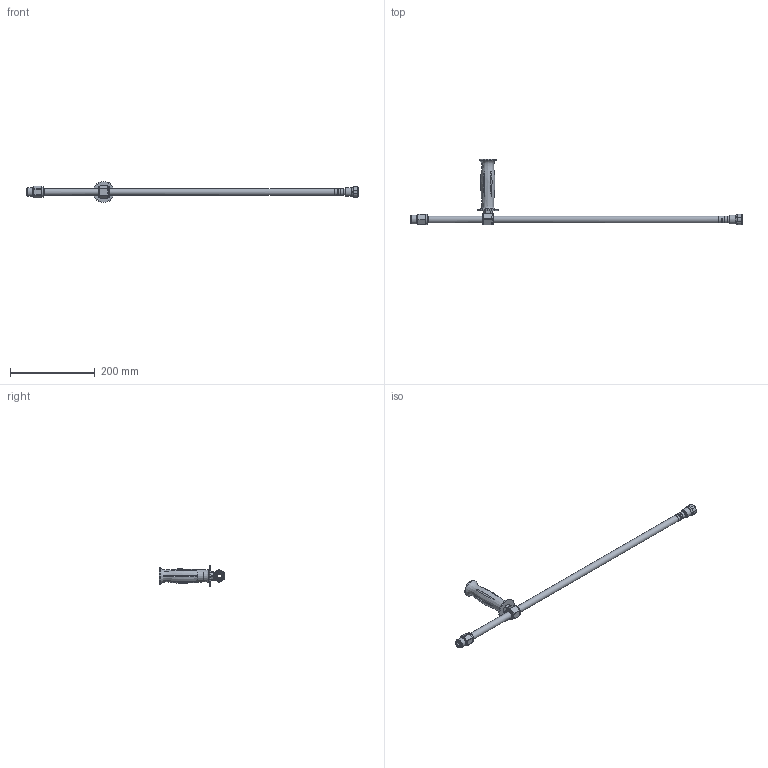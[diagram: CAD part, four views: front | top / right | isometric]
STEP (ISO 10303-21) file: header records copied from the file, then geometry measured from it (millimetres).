
FILE_DESCRIPTION(/* description */ ('Unknown'),/* implementation_level */ '2;1');
FILE_NAME(/* name */ '203600401',/* time_stamp */ '2018-05-22T07:40:45+02:00',/* author */ ('Unknown'),/* organization */ ('Unknown'),/* preprocessor_version */ 'ST-DEVELOPER v16.7',/* originating_system */ 'DEX',/* authorisation */ $);
FILE_SCHEMA (('AUTOMOTIVE_DESIGN {1 0 10303 214 3 1 1}'));
Length unit declared in the file: millimetre
Products named in the file (1): Part1
Bounding box: 781.5 x 154.4 x 49.5 mm (x, y, z)
Volume: 174712.6 mm3; surface area: 99351 mm2
Topology: 2 solids, 2 shells, 296 faces, 727 edges, 476 vertices
Faces by surface type: plane 132, cylinder 81, bspline 50, cone 23, torus 10
Full cylindrical faces by diameter (mm): 8.917 x1, 9.5 x1, 10 x1, 10.5 x1, 11.862 x1, 14.5 x1, 15.8 x1, 16 x4, 16.5 x2, 18.4 x1, 18.5 x1, 20.96 x1, 21 x1, 22.8 x1, 23.2 x1, 23.9 x1, 26 x2, 49.5 x1
Entity records: 14783 total; most frequent: CARTESIAN_POINT 7252, ORIENTED_EDGE 1276, DIRECTION 958, EDGE_CURVE 638, VERTEX_POINT 449, EDGE_LOOP 405, FACE_BOUND 405, AXIS2_PLACEMENT_3D 397
